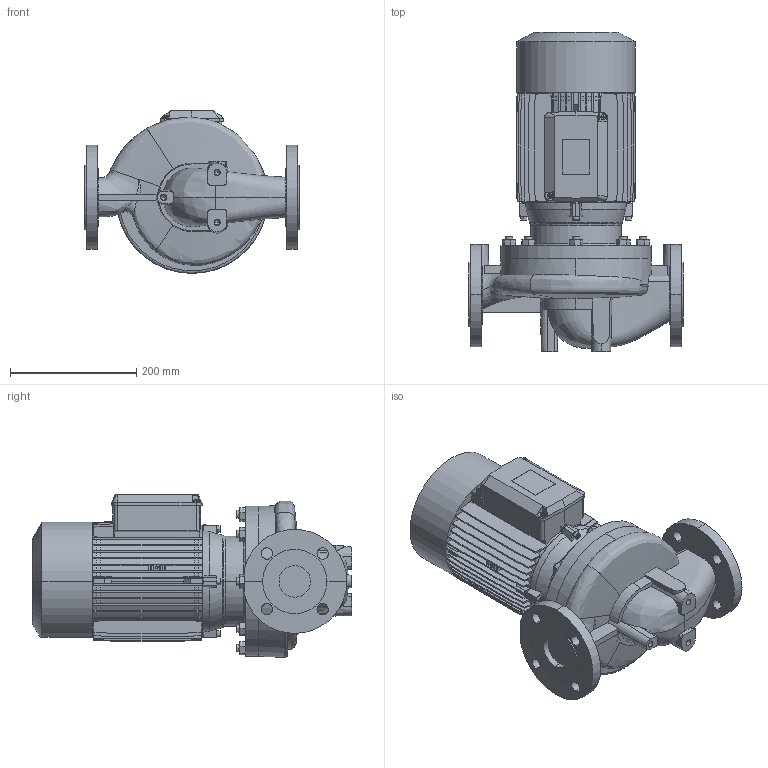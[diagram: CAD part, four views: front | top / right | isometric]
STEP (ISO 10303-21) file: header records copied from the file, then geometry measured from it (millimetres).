
FILE_DESCRIPTION (( 'STEP AP214' ), '1' );
FILE_NAME ('4_93_504_06.step', '2020-05-27T06:44:53', ( '' ), ( '' ), 'SwSTEP 2.0', 'SolidWorks 2019', '' );
FILE_SCHEMA (( 'AUTOMOTIVE_DESIGN' ));
Length unit declared in the file: millimetre
Products named in the file (1): 4_93_504_06
Bounding box: 340 x 506.02 x 257.94 mm (x, y, z)
Volume: 13275430.7 mm3; surface area: 1036622.8 mm2
Topology: 1 solids, 1 shells, 1309 faces, 3515 edges, 2299 vertices
Faces by surface type: plane 839, cone 200, cylinder 194, bspline 71, sphere 4, torus 1
Entity records: 60434 total; most frequent: CARTESIAN_POINT 28856, ORIENTED_EDGE 7018, DIRECTION 5840, EDGE_CURVE 3509, VERTEX_POINT 2299, VECTOR 2170, LINE 2170, AXIS2_PLACEMENT_3D 1835
